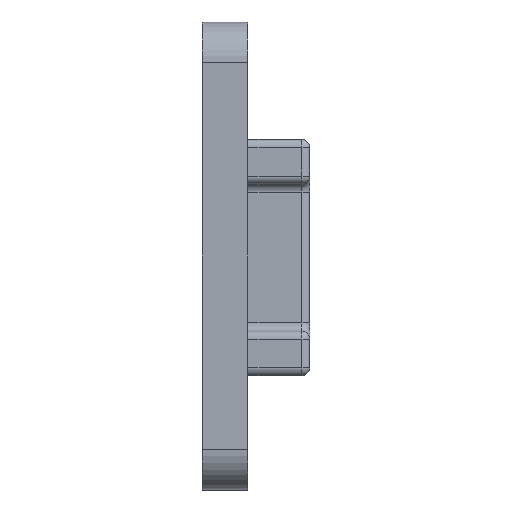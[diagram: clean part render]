
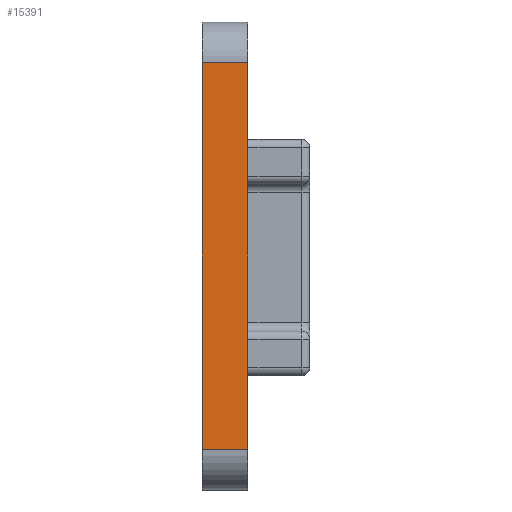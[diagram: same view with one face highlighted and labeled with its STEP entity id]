
A CAD part, front view. The second image highlights one B-rep face of the part: STEP entity #15391.
In plain terms, the highlighted planar face has unit normal (0, -1, 0).
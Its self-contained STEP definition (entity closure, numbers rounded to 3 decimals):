
#877 = CARTESIAN_POINT ( 'NONE',  ( 1.4, -18.65, 14.35 ) ) ;
#890 = EDGE_CURVE ( 'NONE', #2883, #7635, #14360, .T. ) ;
#1819 = VECTOR ( 'NONE', #5915, 1000. ) ;
#2606 = DIRECTION ( 'NONE',  ( 0., 1., 0. ) ) ;
#2883 = VERTEX_POINT ( 'NONE', #13244 ) ;
#4059 = CARTESIAN_POINT ( 'NONE',  ( 1.4, -18.65, 11.85 ) ) ;
#5049 = ORIENTED_EDGE ( 'NONE', *, *, #11686, .T. ) ;
#5224 = DIRECTION ( 'NONE',  ( 1., 0., 0. ) ) ;
#5376 = ORIENTED_EDGE ( 'NONE', *, *, #18532, .F. ) ;
#5445 = DIRECTION ( 'NONE',  ( 0., 0., -1. ) ) ;
#5453 = VERTEX_POINT ( 'NONE', #21539 ) ;
#5745 = DIRECTION ( 'NONE',  ( 0., 0., -1. ) ) ;
#5915 = DIRECTION ( 'NONE',  ( -1., 0., 0. ) ) ;
#6089 = CARTESIAN_POINT ( 'NONE',  ( -1.4, -18.65, 14.35 ) ) ;
#6225 = VECTOR ( 'NONE', #5224, 1000. ) ;
#7635 = VERTEX_POINT ( 'NONE', #23754 ) ;
#8614 = LINE ( 'NONE', #877, #12512 ) ;
#10551 = DIRECTION ( 'NONE',  ( 0., 0., 1. ) ) ;
#11686 = EDGE_CURVE ( 'NONE', #7635, #5453, #22836, .T. ) ;
#12512 = VECTOR ( 'NONE', #5445, 1000. ) ;
#12537 = VECTOR ( 'NONE', #5745, 1000. ) ;
#13244 = CARTESIAN_POINT ( 'NONE',  ( -1.4, -18.65, 11.85 ) ) ;
#13689 = FACE_OUTER_BOUND ( 'NONE', #24172, .T. ) ;
#14212 = ORIENTED_EDGE ( 'NONE', *, *, #890, .T. ) ;
#14273 = VERTEX_POINT ( 'NONE', #24664 ) ;
#14360 = LINE ( 'NONE', #6089, #12537 ) ;
#15391 = ADVANCED_FACE ( 'NONE', ( #13689 ), #22024, .F. ) ;
#15758 = ORIENTED_EDGE ( 'NONE', *, *, #22081, .T. ) ;
#17863 = LINE ( 'NONE', #4059, #1819 ) ;
#18532 = EDGE_CURVE ( 'NONE', #14273, #5453, #8614, .T. ) ;
#20346 = CARTESIAN_POINT ( 'NONE',  ( 1.4, -18.65, -11.85 ) ) ;
#21539 = CARTESIAN_POINT ( 'NONE',  ( 1.4, -18.65, -11.85 ) ) ;
#21918 = AXIS2_PLACEMENT_3D ( 'NONE', #22106, #2606, #10551 ) ;
#22024 = PLANE ( 'NONE',  #21918 ) ;
#22081 = EDGE_CURVE ( 'NONE', #14273, #2883, #17863, .T. ) ;
#22106 = CARTESIAN_POINT ( 'NONE',  ( 1.4, -18.65, 14.35 ) ) ;
#22836 = LINE ( 'NONE', #20346, #6225 ) ;
#23754 = CARTESIAN_POINT ( 'NONE',  ( -1.4, -18.65, -11.85 ) ) ;
#24172 = EDGE_LOOP ( 'NONE', ( #14212, #5049, #5376, #15758 ) ) ;
#24664 = CARTESIAN_POINT ( 'NONE',  ( 1.4, -18.65, 11.85 ) ) ;
